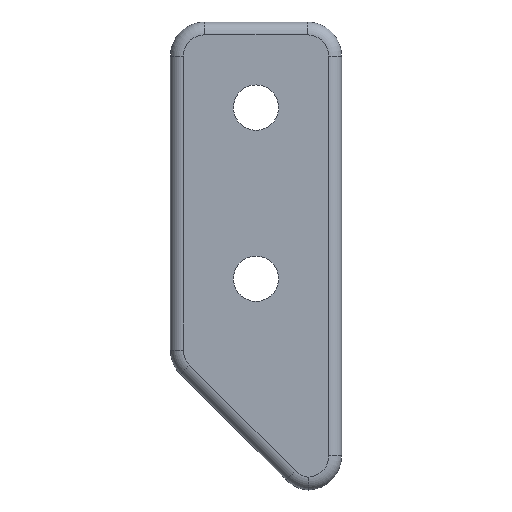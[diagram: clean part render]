
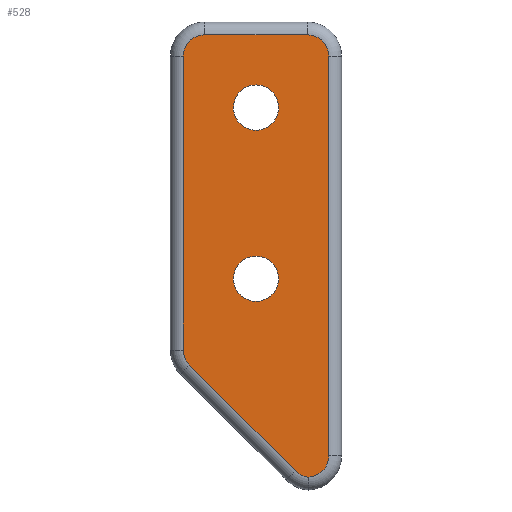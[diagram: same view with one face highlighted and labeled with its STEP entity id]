
A CAD part, front view. The second image highlights one B-rep face of the part: STEP entity #528.
In plain terms, the highlighted planar face has unit normal (0, -1, 0).
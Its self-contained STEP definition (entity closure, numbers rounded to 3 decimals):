
#8 = ORIENTED_EDGE ( 'NONE', *, *, #940, .T. ) ;
#12 = CARTESIAN_POINT ( 'NONE',  ( 4.589, 0., -42.468 ) ) ;
#20 = ORIENTED_EDGE ( 'NONE', *, *, #2128, .T. ) ;
#28 = CIRCLE ( 'NONE', #67, 2.5 ) ;
#43 = ORIENTED_EDGE ( 'NONE', *, *, #1211, .T. ) ;
#67 = AXIS2_PLACEMENT_3D ( 'NONE', #1135, #162, #170 ) ;
#104 = VERTEX_POINT ( 'NONE', #1065 ) ;
#127 = EDGE_CURVE ( 'NONE', #985, #1451, #1663, .T. ) ;
#134 = CARTESIAN_POINT ( 'NONE',  ( 0., 0., -22.65 ) ) ;
#140 = CIRCLE ( 'NONE', #666, 2.5 ) ;
#157 = ORIENTED_EDGE ( 'NONE', *, *, #254, .T. ) ;
#162 = DIRECTION ( 'NONE',  ( 0., -1., 0. ) ) ;
#170 = DIRECTION ( 'NONE',  ( 0., 0., 1. ) ) ;
#202 = EDGE_CURVE ( 'NONE', #1297, #104, #2083, .T. ) ;
#235 = CIRCLE ( 'NONE', #1784, 2.5 ) ;
#254 = EDGE_CURVE ( 'NONE', #104, #1202, #235, .T. ) ;
#266 = DIRECTION ( 'NONE',  ( 0., -1., 0. ) ) ;
#293 = VERTEX_POINT ( 'NONE', #1596 ) ;
#325 = CARTESIAN_POINT ( 'NONE',  ( 0., 0., 8.5 ) ) ;
#347 = EDGE_CURVE ( 'NONE', #1456, #985, #1292, .T. ) ;
#350 = AXIS2_PLACEMENT_3D ( 'NONE', #636, #597, #1406 ) ;
#365 = DIRECTION ( 'NONE',  ( 0., 1., 0. ) ) ;
#443 = CARTESIAN_POINT ( 'NONE',  ( 8.5, 0., 6. ) ) ;
#461 = CARTESIAN_POINT ( 'NONE',  ( 6., 0., -40.7 ) ) ;
#487 = VERTEX_POINT ( 'NONE', #1888 ) ;
#489 = DIRECTION ( 'NONE',  ( 0., 0., 1. ) ) ;
#494 = CARTESIAN_POINT ( 'NONE',  ( 8.5, 0., -40.7 ) ) ;
#528 = ADVANCED_FACE ( 'NONE', ( #2374, #1591, #2335 ), #2144, .F. ) ;
#597 = DIRECTION ( 'NONE',  ( 0., 1., 0. ) ) ;
#636 = CARTESIAN_POINT ( 'NONE',  ( 0., 0., -20. ) ) ;
#666 = AXIS2_PLACEMENT_3D ( 'NONE', #2348, #266, #1203 ) ;
#708 = AXIS2_PLACEMENT_3D ( 'NONE', #1126, #365, #1869 ) ;
#756 = AXIS2_PLACEMENT_3D ( 'NONE', #1854, #913, #2442 ) ;
#761 = CARTESIAN_POINT ( 'NONE',  ( -8.5, 0., 0. ) ) ;
#790 = DIRECTION ( 'NONE',  ( 0., 1., 0. ) ) ;
#815 = CARTESIAN_POINT ( 'NONE',  ( 0., 0., -17.35 ) ) ;
#824 = VECTOR ( 'NONE', #1972, 1000. ) ;
#835 = CARTESIAN_POINT ( 'NONE',  ( -6., 0., 8.5 ) ) ;
#862 = ORIENTED_EDGE ( 'NONE', *, *, #2235, .T. ) ;
#897 = DIRECTION ( 'NONE',  ( 0.707, 0., -0.707 ) ) ;
#913 = DIRECTION ( 'NONE',  ( 0., 1., 0. ) ) ;
#922 = CIRCLE ( 'NONE', #756, 2.65 ) ;
#940 = EDGE_CURVE ( 'NONE', #1818, #2017, #140, .T. ) ;
#965 = EDGE_CURVE ( 'NONE', #1202, #1100, #2174, .T. ) ;
#985 = VERTEX_POINT ( 'NONE', #835 ) ;
#1014 = CARTESIAN_POINT ( 'NONE',  ( -7.768, 0., -30.111 ) ) ;
#1021 = CARTESIAN_POINT ( 'NONE',  ( -8.5, 0., -28.343 ) ) ;
#1031 = CIRCLE ( 'NONE', #1391, 2.65 ) ;
#1034 = ORIENTED_EDGE ( 'NONE', *, *, #965, .T. ) ;
#1045 = EDGE_CURVE ( 'NONE', #293, #487, #1031, .T. ) ;
#1050 = DIRECTION ( 'NONE',  ( 0., -1., 0. ) ) ;
#1065 = CARTESIAN_POINT ( 'NONE',  ( 6.178, 0., -43.194 ) ) ;
#1074 = CIRCLE ( 'NONE', #708, 2.65 ) ;
#1082 = DIRECTION ( 'NONE',  ( 0., 0., 1. ) ) ;
#1100 = VERTEX_POINT ( 'NONE', #443 ) ;
#1102 = LINE ( 'NONE', #761, #1522 ) ;
#1110 = EDGE_LOOP ( 'NONE', ( #1705, #1719 ) ) ;
#1116 = CARTESIAN_POINT ( 'NONE',  ( -6., 0., 6. ) ) ;
#1126 = CARTESIAN_POINT ( 'NONE',  ( 0., 0., -20. ) ) ;
#1135 = CARTESIAN_POINT ( 'NONE',  ( 6., 0., 6. ) ) ;
#1140 = ORIENTED_EDGE ( 'NONE', *, *, #1955, .T. ) ;
#1197 = CIRCLE ( 'NONE', #350, 2.65 ) ;
#1202 = VERTEX_POINT ( 'NONE', #494 ) ;
#1203 = DIRECTION ( 'NONE',  ( 0., 0., 1. ) ) ;
#1211 = EDGE_CURVE ( 'NONE', #2017, #1297, #2231, .T. ) ;
#1265 = EDGE_LOOP ( 'NONE', ( #1140, #1858 ) ) ;
#1292 = LINE ( 'NONE', #325, #2480 ) ;
#1297 = VERTEX_POINT ( 'NONE', #12 ) ;
#1381 = DIRECTION ( 'NONE',  ( 0., 0., 1. ) ) ;
#1391 = AXIS2_PLACEMENT_3D ( 'NONE', #2004, #2416, #489 ) ;
#1406 = DIRECTION ( 'NONE',  ( 0., 0., 1. ) ) ;
#1422 = CARTESIAN_POINT ( 'NONE',  ( 0., 0., 0. ) ) ;
#1439 = ORIENTED_EDGE ( 'NONE', *, *, #202, .T. ) ;
#1442 = AXIS2_PLACEMENT_3D ( 'NONE', #1723, #1928, #2479 ) ;
#1451 = VERTEX_POINT ( 'NONE', #2406 ) ;
#1456 = VERTEX_POINT ( 'NONE', #2184 ) ;
#1469 = VECTOR ( 'NONE', #897, 1000. ) ;
#1478 = DIRECTION ( 'NONE',  ( -1., 0., 0. ) ) ;
#1504 = EDGE_CURVE ( 'NONE', #2196, #1545, #1074, .T. ) ;
#1522 = VECTOR ( 'NONE', #1685, 1000. ) ;
#1545 = VERTEX_POINT ( 'NONE', #815 ) ;
#1591 = FACE_BOUND ( 'NONE', #1265, .T. ) ;
#1596 = CARTESIAN_POINT ( 'NONE',  ( 0., 0., 2.65 ) ) ;
#1605 = CARTESIAN_POINT ( 'NONE',  ( 8.5, 0., 0. ) ) ;
#1633 = AXIS2_PLACEMENT_3D ( 'NONE', #1422, #790, #1381 ) ;
#1663 = CIRCLE ( 'NONE', #1742, 2.5 ) ;
#1680 = CARTESIAN_POINT ( 'NONE',  ( -18.939, 0., -18.939 ) ) ;
#1685 = DIRECTION ( 'NONE',  ( 0., 0., -1. ) ) ;
#1705 = ORIENTED_EDGE ( 'NONE', *, *, #1045, .T. ) ;
#1719 = ORIENTED_EDGE ( 'NONE', *, *, #2290, .T. ) ;
#1723 = CARTESIAN_POINT ( 'NONE',  ( 6.357, 0., -40.7 ) ) ;
#1742 = AXIS2_PLACEMENT_3D ( 'NONE', #1116, #1871, #1082 ) ;
#1784 = AXIS2_PLACEMENT_3D ( 'NONE', #461, #1050, #1791 ) ;
#1791 = DIRECTION ( 'NONE',  ( 0., 0., 1. ) ) ;
#1818 = VERTEX_POINT ( 'NONE', #1021 ) ;
#1829 = EDGE_LOOP ( 'NONE', ( #43, #1439, #157, #1034, #862, #2001, #2282, #20, #8 ) ) ;
#1854 = CARTESIAN_POINT ( 'NONE',  ( 0., 0., 0. ) ) ;
#1858 = ORIENTED_EDGE ( 'NONE', *, *, #1504, .T. ) ;
#1869 = DIRECTION ( 'NONE',  ( 0., 0., 1. ) ) ;
#1871 = DIRECTION ( 'NONE',  ( 0., -1., 0. ) ) ;
#1888 = CARTESIAN_POINT ( 'NONE',  ( 0., 0., -2.65 ) ) ;
#1928 = DIRECTION ( 'NONE',  ( 0., -1., 0. ) ) ;
#1955 = EDGE_CURVE ( 'NONE', #1545, #2196, #1197, .T. ) ;
#1972 = DIRECTION ( 'NONE',  ( 0., 0., 1. ) ) ;
#2001 = ORIENTED_EDGE ( 'NONE', *, *, #347, .T. ) ;
#2004 = CARTESIAN_POINT ( 'NONE',  ( 0., 0., 0. ) ) ;
#2017 = VERTEX_POINT ( 'NONE', #1014 ) ;
#2083 = CIRCLE ( 'NONE', #1442, 2.5 ) ;
#2128 = EDGE_CURVE ( 'NONE', #1451, #1818, #1102, .T. ) ;
#2144 = PLANE ( 'NONE',  #1633 ) ;
#2174 = LINE ( 'NONE', #1605, #824 ) ;
#2184 = CARTESIAN_POINT ( 'NONE',  ( 6., 0., 8.5 ) ) ;
#2196 = VERTEX_POINT ( 'NONE', #134 ) ;
#2231 = LINE ( 'NONE', #1680, #1469 ) ;
#2235 = EDGE_CURVE ( 'NONE', #1100, #1456, #28, .T. ) ;
#2282 = ORIENTED_EDGE ( 'NONE', *, *, #127, .T. ) ;
#2290 = EDGE_CURVE ( 'NONE', #487, #293, #922, .T. ) ;
#2335 = FACE_BOUND ( 'NONE', #1110, .T. ) ;
#2348 = CARTESIAN_POINT ( 'NONE',  ( -6., 0., -28.343 ) ) ;
#2374 = FACE_OUTER_BOUND ( 'NONE', #1829, .T. ) ;
#2406 = CARTESIAN_POINT ( 'NONE',  ( -8.5, 0., 6. ) ) ;
#2416 = DIRECTION ( 'NONE',  ( 0., 1., 0. ) ) ;
#2442 = DIRECTION ( 'NONE',  ( 0., 0., 1. ) ) ;
#2479 = DIRECTION ( 'NONE',  ( 0., 0., 1. ) ) ;
#2480 = VECTOR ( 'NONE', #1478, 1000. ) ;
